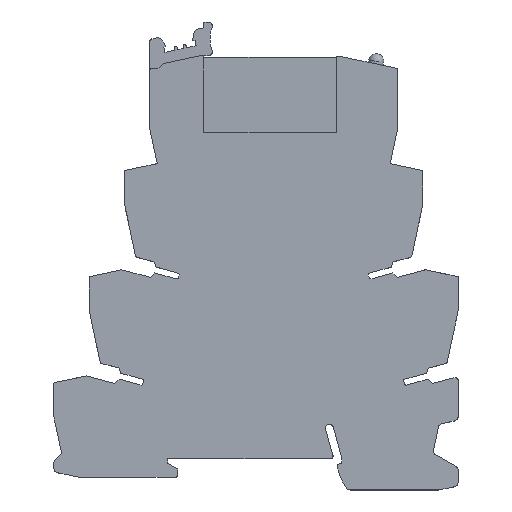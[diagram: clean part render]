
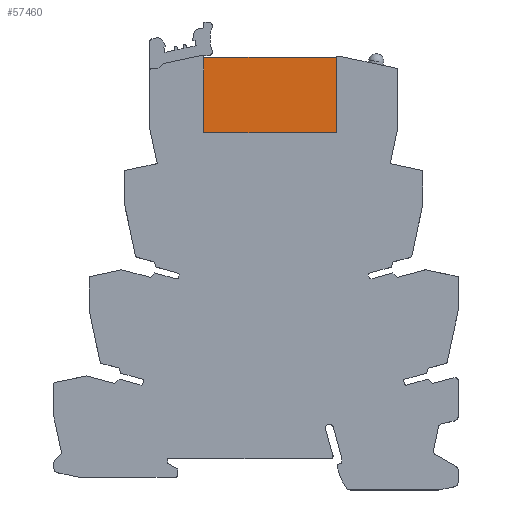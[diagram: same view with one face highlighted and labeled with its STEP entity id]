
A CAD part, top view. The second image highlights one B-rep face of the part: STEP entity #57460.
In plain terms, the highlighted face is planar.
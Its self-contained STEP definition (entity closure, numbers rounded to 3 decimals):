
#52530=CARTESIAN_POINT('',(-18.3,98.55,-0.3));
#52540=VERTEX_POINT('',#52530);
#53250=CARTESIAN_POINT('',(-18.3,83.6,-0.3));
#53260=VERTEX_POINT('',#53250);
#53340=CARTESIAN_POINT('',(8.,83.6,-0.3));
#53350=VERTEX_POINT('',#53340);
#53380=CARTESIAN_POINT('',(0.,83.6,-0.3));
#53390=DIRECTION('',(1.,0.,0.));
#53400=VECTOR('',#53390,1.);
#53410=LINE('',#53380,#53400);
#53420=EDGE_CURVE('',#53260,#53350,#53410,.T.);
#57180=CARTESIAN_POINT('',(9.,90.9,-0.3));
#57190=DIRECTION('',(-0.,0.,1.));
#57200=DIRECTION('',(0.,-1.,0.));
#57210=AXIS2_PLACEMENT_3D('',#57180,#57190,#57200);
#57220=PLANE('',#57210);
#57230=ORIENTED_EDGE('',*,*,#53420,.F.);
#57240=CARTESIAN_POINT('',(8.,0.,-0.3));
#57250=DIRECTION('',(0.,1.,0.));
#57260=VECTOR('',#57250,1.);
#57270=LINE('',#57240,#57260);
#57280=CARTESIAN_POINT('',(8.,98.55,-0.3));
#57290=VERTEX_POINT('',#57280);
#57300=EDGE_CURVE('',#53350,#57290,#57270,.T.);
#57310=ORIENTED_EDGE('',*,*,#57300,.F.);
#57320=CARTESIAN_POINT('',(0.,98.55,-0.3));
#57330=DIRECTION('',(1.,0.,0.));
#57340=VECTOR('',#57330,1.);
#57350=LINE('',#57320,#57340);
#57360=EDGE_CURVE('',#52540,#57290,#57350,.T.);
#57370=ORIENTED_EDGE('',*,*,#57360,.T.);
#57380=CARTESIAN_POINT('',(-18.3,0.,-0.3));
#57390=DIRECTION('',(0.,-1.,0.));
#57400=VECTOR('',#57390,1.);
#57410=LINE('',#57380,#57400);
#57420=EDGE_CURVE('',#52540,#53260,#57410,.T.);
#57430=ORIENTED_EDGE('',*,*,#57420,.F.);
#57440=EDGE_LOOP('',(#57430,#57370,#57310,#57230));
#57450=FACE_OUTER_BOUND('',#57440,.T.);
#57460=ADVANCED_FACE('',(#57450),#57220,.F.);
